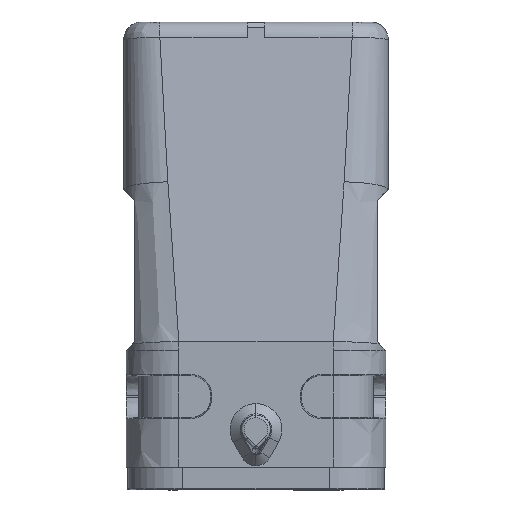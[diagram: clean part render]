
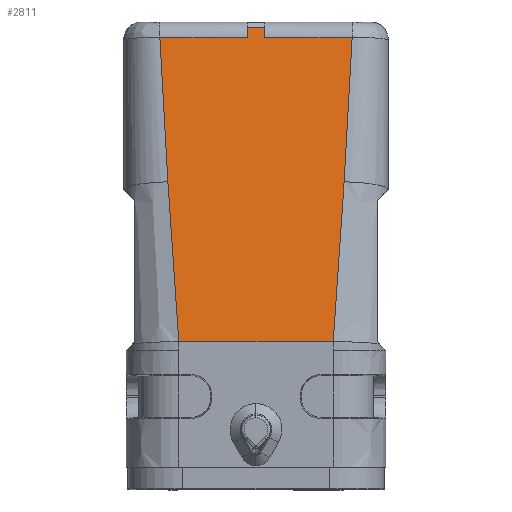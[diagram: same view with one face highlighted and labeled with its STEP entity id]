
A CAD part, left-side view. The second image highlights one B-rep face of the part: STEP entity #2811.
In plain terms, the highlighted planar face has unit normal (-0.99, 0, 0.139).
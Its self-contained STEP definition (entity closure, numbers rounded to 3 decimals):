
#2129=PLANE('',#8905);
#2404=FACE_OUTER_BOUND('',#4676,.T.);
#2811=ADVANCED_FACE('',(#2404),#2129,.F.);
#3129=LINE('',#10814,#3595);
#3133=LINE('',#10829,#3599);
#3137=LINE('',#10841,#3603);
#3152=LINE('',#11045,#3618);
#3268=LINE('',#13224,#3734);
#3309=LINE('',#14217,#3775);
#3595=VECTOR('',#9253,1.);
#3599=VECTOR('',#9267,1.);
#3603=VECTOR('',#9279,1.);
#3618=VECTOR('',#9312,1.);
#3734=VECTOR('',#9642,1.);
#3775=VECTOR('',#9763,1.);
#4226=B_SPLINE_CURVE_WITH_KNOTS('',3,(#13165,#13166,#13167,#13168,#13169,
#13170,#13171),.UNSPECIFIED.,.F.,.F.,(4,3,4),(0.,0.042,1.),
 .UNSPECIFIED.);
#4259=B_SPLINE_CURVE_WITH_KNOTS('',3,(#14056,#14057,#14058,#14059,#14060,
#14061,#14062),.UNSPECIFIED.,.F.,.F.,(4,3,4),(0.,0.042,1.),
 .UNSPECIFIED.);
#4274=B_SPLINE_CURVE_WITH_KNOTS('',3,(#14487,#14488,#14489,#14490),
 .UNSPECIFIED.,.F.,.F.,(4,4),(0.,1.),.UNSPECIFIED.);
#4275=B_SPLINE_CURVE_WITH_KNOTS('',3,(#14492,#14493,#14494,#14495,#14496,
#14497,#14498,#14499,#14500,#14501,#14502,#14503,#14504,#14505,#14506,#14507,
#14508,#14509,#14510,#14511),.UNSPECIFIED.,.F.,.F.,(4,2,2,2,2,2,2,2,2,4),
(0.,0.023,0.046,0.077,0.124,
0.248,0.497,0.747,0.994,
1.),.UNSPECIFIED.);
#4276=B_SPLINE_CURVE_WITH_KNOTS('',3,(#14572,#14573,#14574,#14575,#14576,
#14577,#14578,#14579,#14580,#14581,#14582,#14583,#14584,#14585,#14586,#14587,
#14588,#14589,#14590,#14591),.UNSPECIFIED.,.F.,.F.,(4,2,2,2,2,2,2,2,2,4),
(0.,0.023,0.046,0.077,0.124,
0.248,0.497,0.747,0.994,
1.),.UNSPECIFIED.);
#4676=EDGE_LOOP('',(#5777,#5778,#5779,#5780,#5781,#5782,#5783,#5784,#5785,
#5786,#5787));
#5777=ORIENTED_EDGE('',*,*,#7934,.F.);
#5778=ORIENTED_EDGE('',*,*,#7929,.F.);
#5779=ORIENTED_EDGE('',*,*,#8048,.F.);
#5780=ORIENTED_EDGE('',*,*,#7621,.T.);
#5781=ORIENTED_EDGE('',*,*,#8047,.T.);
#5782=ORIENTED_EDGE('',*,*,#8046,.T.);
#5783=ORIENTED_EDGE('',*,*,#8022,.T.);
#5784=ORIENTED_EDGE('',*,*,#8026,.T.);
#5785=ORIENTED_EDGE('',*,*,#7580,.F.);
#5786=ORIENTED_EDGE('',*,*,#7573,.F.);
#5787=ORIENTED_EDGE('',*,*,#7586,.T.);
#6943=VERTEX_POINT('',#10813);
#6944=VERTEX_POINT('',#10815);
#6950=VERTEX_POINT('',#10830);
#6954=VERTEX_POINT('',#10842);
#6986=VERTEX_POINT('',#11046);
#6987=VERTEX_POINT('',#11047);
#7206=VERTEX_POINT('',#13163);
#7208=VERTEX_POINT('',#13172);
#7265=VERTEX_POINT('',#14055);
#7266=VERTEX_POINT('',#14063);
#7274=VERTEX_POINT('',#14491);
#7573=EDGE_CURVE('',#6943,#6944,#3129,.T.);
#7580=EDGE_CURVE('',#6944,#6950,#3133,.T.);
#7586=EDGE_CURVE('',#6943,#6954,#3137,.T.);
#7621=EDGE_CURVE('',#6986,#6987,#3152,.T.);
#7929=EDGE_CURVE('',#7206,#7208,#4226,.T.);
#7934=EDGE_CURVE('',#7208,#6954,#3268,.T.);
#8022=EDGE_CURVE('',#7266,#7265,#4259,.T.);
#8026=EDGE_CURVE('',#7265,#6950,#3309,.T.);
#8046=EDGE_CURVE('',#7274,#7266,#4274,.T.);
#8047=EDGE_CURVE('',#6987,#7274,#4275,.T.);
#8048=EDGE_CURVE('',#6986,#7206,#4276,.T.);
#8905=AXIS2_PLACEMENT_3D('',#14592,#9782,#9783);
#9253=DIRECTION('',(0.,-1.,0.));
#9267=DIRECTION('',(-0.139,0.,-0.99));
#9279=DIRECTION('',(-0.139,0.,-0.99));
#9312=DIRECTION('',(0.,-1.,0.));
#9642=DIRECTION('',(0.,-1.,0.));
#9763=DIRECTION('',(0.,1.,0.));
#9782=DIRECTION('',(0.99,0.,-0.139));
#9783=DIRECTION('',(-0.139,0.,-0.99));
#10813=CARTESIAN_POINT('',(-26.232,1.,47.003));
#10814=CARTESIAN_POINT('',(-26.232,-1.1,47.003));
#10815=CARTESIAN_POINT('',(-26.232,-1.,47.003));
#10829=CARTESIAN_POINT('',(-26.083,-1.,48.065));
#10830=CARTESIAN_POINT('',(-26.39,-1.,45.878));
#10841=CARTESIAN_POINT('',(-26.083,1.,48.065));
#10842=CARTESIAN_POINT('',(-26.39,1.,45.878));
#11045=CARTESIAN_POINT('',(-31.25,-1.,11.3));
#11046=CARTESIAN_POINT('',(-31.25,8.762,11.3));
#11047=CARTESIAN_POINT('',(-31.25,-8.762,11.3));
#13163=CARTESIAN_POINT('',(-28.697,10.001,29.465));
#13165=CARTESIAN_POINT('',(-28.697,10.001,29.465));
#13166=CARTESIAN_POINT('',(-28.665,10.014,29.695));
#13167=CARTESIAN_POINT('',(-28.632,10.026,29.926));
#13168=CARTESIAN_POINT('',(-28.6,10.039,30.156));
#13169=CARTESIAN_POINT('',(-27.863,10.328,35.397));
#13170=CARTESIAN_POINT('',(-27.127,10.616,40.637));
#13171=CARTESIAN_POINT('',(-26.39,10.905,45.878));
#13172=CARTESIAN_POINT('',(-26.39,10.905,45.878));
#13224=CARTESIAN_POINT('',(-26.39,10.905,45.878));
#14055=CARTESIAN_POINT('',(-26.39,-10.905,45.878));
#14056=CARTESIAN_POINT('',(-28.697,-10.001,29.465));
#14057=CARTESIAN_POINT('',(-28.665,-10.014,29.695));
#14058=CARTESIAN_POINT('',(-28.632,-10.026,29.926));
#14059=CARTESIAN_POINT('',(-28.6,-10.039,30.156));
#14060=CARTESIAN_POINT('',(-27.863,-10.328,35.397));
#14061=CARTESIAN_POINT('',(-27.127,-10.616,40.637));
#14062=CARTESIAN_POINT('',(-26.39,-10.905,45.878));
#14063=CARTESIAN_POINT('',(-28.697,-10.001,29.465));
#14217=CARTESIAN_POINT('',(-26.39,-10.905,45.878));
#14487=CARTESIAN_POINT('',(-28.699,-10.,29.452));
#14488=CARTESIAN_POINT('',(-28.698,-10.,29.457));
#14489=CARTESIAN_POINT('',(-28.698,-10.,29.461));
#14490=CARTESIAN_POINT('',(-28.697,-10.,29.465));
#14491=CARTESIAN_POINT('',(-28.699,-10.,29.452));
#14492=CARTESIAN_POINT('',(-31.25,-8.752,11.3));
#14493=CARTESIAN_POINT('',(-31.231,-8.754,11.438));
#14494=CARTESIAN_POINT('',(-31.211,-8.755,11.577));
#14495=CARTESIAN_POINT('',(-31.171,-8.759,11.859));
#14496=CARTESIAN_POINT('',(-31.151,-8.764,12.003));
#14497=CARTESIAN_POINT('',(-31.105,-8.771,12.335));
#14498=CARTESIAN_POINT('',(-31.078,-8.776,12.524));
#14499=CARTESIAN_POINT('',(-31.012,-8.79,12.995));
#14500=CARTESIAN_POINT('',(-30.972,-8.8,13.278));
#14501=CARTESIAN_POINT('',(-30.826,-8.84,14.316));
#14502=CARTESIAN_POINT('',(-30.72,-8.879,15.071));
#14503=CARTESIAN_POINT('',(-30.402,-9.013,17.335));
#14504=CARTESIAN_POINT('',(-30.19,-9.13,18.843));
#14505=CARTESIAN_POINT('',(-29.766,-9.382,21.858));
#14506=CARTESIAN_POINT('',(-29.554,-9.518,23.366));
#14507=CARTESIAN_POINT('',(-29.132,-9.774,26.369));
#14508=CARTESIAN_POINT('',(-28.922,-9.891,27.866));
#14509=CARTESIAN_POINT('',(-28.706,-9.996,29.399));
#14510=CARTESIAN_POINT('',(-28.702,-9.999,29.432));
#14511=CARTESIAN_POINT('',(-28.697,-10.001,29.465));
#14572=CARTESIAN_POINT('',(-31.25,8.752,11.3));
#14573=CARTESIAN_POINT('',(-31.231,8.754,11.438));
#14574=CARTESIAN_POINT('',(-31.211,8.755,11.577));
#14575=CARTESIAN_POINT('',(-31.171,8.759,11.859));
#14576=CARTESIAN_POINT('',(-31.151,8.764,12.003));
#14577=CARTESIAN_POINT('',(-31.105,8.771,12.335));
#14578=CARTESIAN_POINT('',(-31.078,8.776,12.524));
#14579=CARTESIAN_POINT('',(-31.012,8.79,12.995));
#14580=CARTESIAN_POINT('',(-30.972,8.8,13.278));
#14581=CARTESIAN_POINT('',(-30.826,8.84,14.316));
#14582=CARTESIAN_POINT('',(-30.72,8.879,15.071));
#14583=CARTESIAN_POINT('',(-30.402,9.013,17.335));
#14584=CARTESIAN_POINT('',(-30.19,9.13,18.843));
#14585=CARTESIAN_POINT('',(-29.766,9.382,21.858));
#14586=CARTESIAN_POINT('',(-29.554,9.518,23.366));
#14587=CARTESIAN_POINT('',(-29.132,9.774,26.369));
#14588=CARTESIAN_POINT('',(-28.922,9.891,27.866));
#14589=CARTESIAN_POINT('',(-28.706,9.996,29.399));
#14590=CARTESIAN_POINT('',(-28.702,9.999,29.432));
#14591=CARTESIAN_POINT('',(-28.697,10.001,29.465));
#14592=CARTESIAN_POINT('',(-25.881,0.,49.506));
